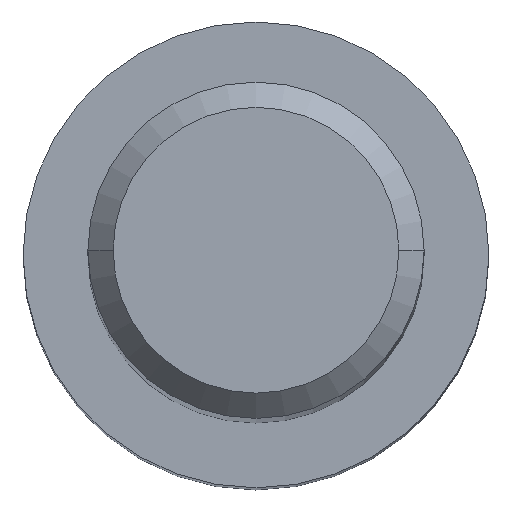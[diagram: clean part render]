
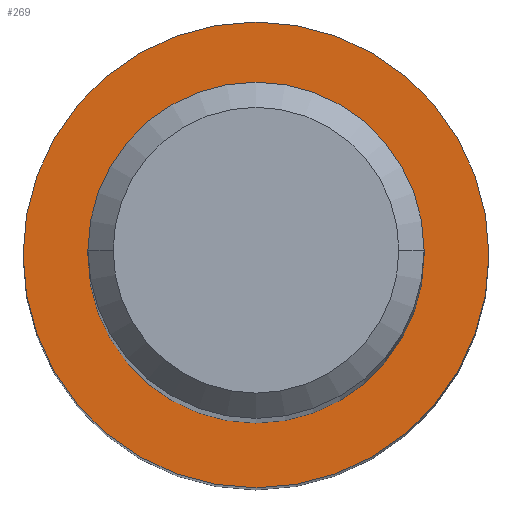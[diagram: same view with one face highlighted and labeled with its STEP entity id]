
A CAD part, top view. The second image highlights one B-rep face of the part: STEP entity #269.
In plain terms, the highlighted planar face has unit normal (0, 0, 1).
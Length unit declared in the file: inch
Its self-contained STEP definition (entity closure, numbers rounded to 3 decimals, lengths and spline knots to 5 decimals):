
#1 = DIRECTION ( 'NONE',  ( 0., 0., 1. ) ) ;
#23 = CIRCLE ( 'NONE', #46, 0.0866 ) ;
#42 = EDGE_CURVE ( 'NONE', #194, #179, #326, .T. ) ;
#45 = FACE_OUTER_BOUND ( 'NONE', #239, .T. ) ;
#46 = AXIS2_PLACEMENT_3D ( 'NONE', #281, #1, #272 ) ;
#56 = CARTESIAN_POINT ( 'NONE',  ( -0.0866, 0., -1. ) ) ;
#102 = DIRECTION ( 'NONE',  ( -1., 0., 0. ) ) ;
#146 = DIRECTION ( 'NONE',  ( 0., 0., 1. ) ) ;
#152 = PLANE ( 'NONE',  #327 ) ;
#174 = CARTESIAN_POINT ( 'NONE',  ( 0., 0., -1. ) ) ;
#179 = VERTEX_POINT ( 'NONE', #285 ) ;
#184 = DIRECTION ( 'NONE',  ( 0., 0., -1. ) ) ;
#194 = VERTEX_POINT ( 'NONE', #56 ) ;
#219 = ORIENTED_EDGE ( 'NONE', *, *, #278, .T. ) ;
#239 = EDGE_LOOP ( 'NONE', ( #219, #271 ) ) ;
#245 = AXIS2_PLACEMENT_3D ( 'NONE', #298, #146, #248 ) ;
#248 = DIRECTION ( 'NONE',  ( 1., 0., 0. ) ) ;
#269 = ADVANCED_FACE ( 'NONE', ( #45 ), #152, .F. ) ;
#271 = ORIENTED_EDGE ( 'NONE', *, *, #42, .T. ) ;
#272 = DIRECTION ( 'NONE',  ( 1., 0., 0. ) ) ;
#278 = EDGE_CURVE ( 'NONE', #179, #194, #23, .T. ) ;
#281 = CARTESIAN_POINT ( 'NONE',  ( 0., 0., -1. ) ) ;
#285 = CARTESIAN_POINT ( 'NONE',  ( 0.0866, 0., -1. ) ) ;
#298 = CARTESIAN_POINT ( 'NONE',  ( 0., 0., -1. ) ) ;
#326 = CIRCLE ( 'NONE', #245, 0.0866 ) ;
#327 = AXIS2_PLACEMENT_3D ( 'NONE', #174, #184, #102 ) ;
